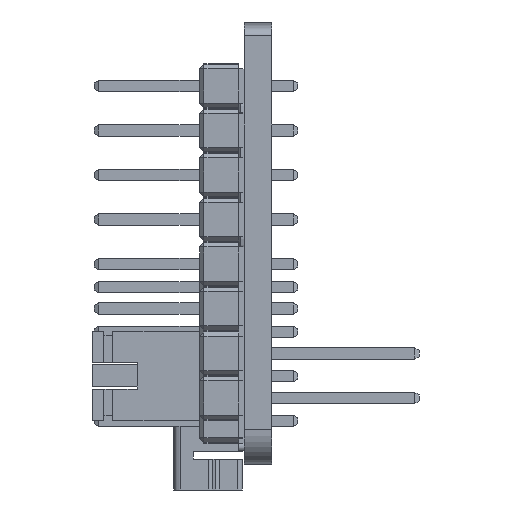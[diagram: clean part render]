
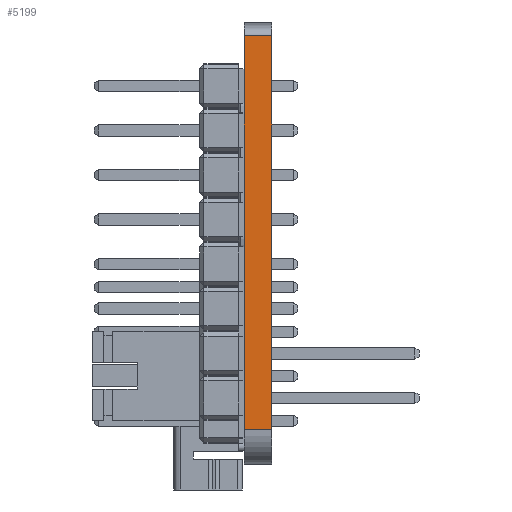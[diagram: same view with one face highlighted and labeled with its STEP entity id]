
A CAD part, left-side view. The second image highlights one B-rep face of the part: STEP entity #5199.
In plain terms, the highlighted planar face has unit normal (-1, 0, 0).
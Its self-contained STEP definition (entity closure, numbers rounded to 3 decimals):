
#3734 = VERTEX_POINT('',#3735);
#3735 = CARTESIAN_POINT('',(-35.,0.,-16.79));
#3741 = EDGE_CURVE('',#3742,#3734,#3744,.T.);
#3742 = VERTEX_POINT('',#3743);
#3743 = CARTESIAN_POINT('',(-35.,0.,-39.25));
#3744 = LINE('',#3745,#3746);
#3745 = CARTESIAN_POINT('',(-35.,0.,-39.25));
#3746 = VECTOR('',#3747,1.);
#3747 = DIRECTION('',(0.,0.,1.));
#4366 = VERTEX_POINT('',#4367);
#4367 = CARTESIAN_POINT('',(-35.,1.58,-16.79));
#4373 = EDGE_CURVE('',#4374,#4366,#4376,.T.);
#4374 = VERTEX_POINT('',#4375);
#4375 = CARTESIAN_POINT('',(-35.,1.58,-39.25));
#4376 = LINE('',#4377,#4378);
#4377 = CARTESIAN_POINT('',(-35.,1.58,-39.25));
#4378 = VECTOR('',#4379,1.);
#4379 = DIRECTION('',(0.,0.,1.));
#5187 = EDGE_CURVE('',#4374,#3742,#5188,.T.);
#5188 = LINE('',#5189,#5190);
#5189 = CARTESIAN_POINT('',(-35.,1.58,-39.25));
#5190 = VECTOR('',#5191,1.);
#5191 = DIRECTION('',(-0.,-1.,-0.));
#5199 = ADVANCED_FACE('',(#5200),#5211,.F.);
#5200 = FACE_BOUND('',#5201,.T.);
#5201 = EDGE_LOOP('',(#5202,#5203,#5209,#5210));
#5202 = ORIENTED_EDGE('',*,*,#3741,.T.);
#5203 = ORIENTED_EDGE('',*,*,#5204,.F.);
#5204 = EDGE_CURVE('',#4366,#3734,#5205,.T.);
#5205 = LINE('',#5206,#5207);
#5206 = CARTESIAN_POINT('',(-35.,1.58,-16.79));
#5207 = VECTOR('',#5208,1.);
#5208 = DIRECTION('',(-0.,-1.,-0.));
#5209 = ORIENTED_EDGE('',*,*,#4373,.F.);
#5210 = ORIENTED_EDGE('',*,*,#5187,.T.);
#5211 = PLANE('',#5212);
#5212 = AXIS2_PLACEMENT_3D('',#5213,#5214,#5215);
#5213 = CARTESIAN_POINT('',(-35.,1.58,-39.25));
#5214 = DIRECTION('',(1.,0.,0.));
#5215 = DIRECTION('',(0.,0.,-1.));
